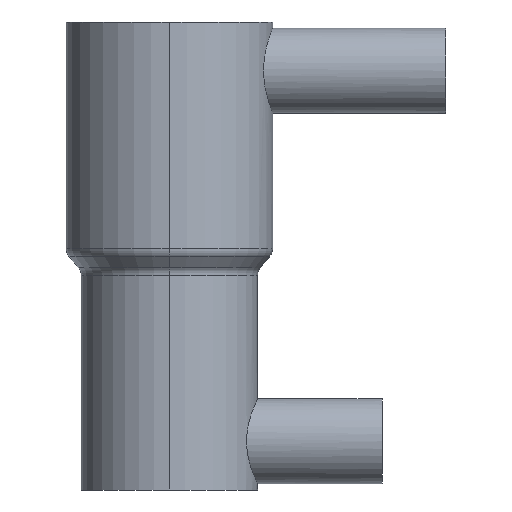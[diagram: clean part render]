
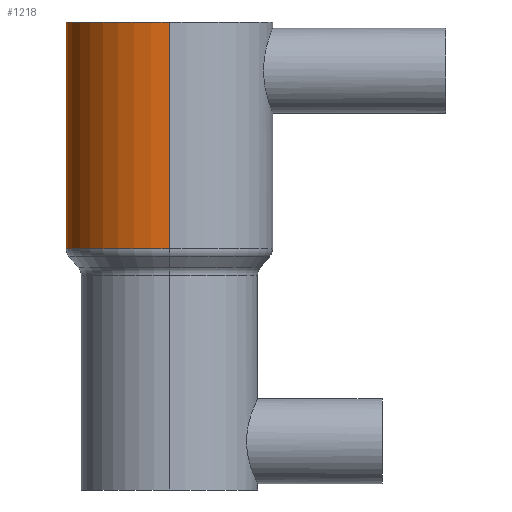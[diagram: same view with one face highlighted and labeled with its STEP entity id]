
A CAD part, left-side view. The second image highlights one B-rep face of the part: STEP entity #1218.
In plain terms, the highlighted cylindrical face has radius 17 mm (diameter 34 mm), a partial arc.
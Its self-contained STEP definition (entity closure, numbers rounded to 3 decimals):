
#42 = AXIS2_PLACEMENT_3D ( 'NONE', #963, #272, #1068 ) ;
#73 = CARTESIAN_POINT ( 'NONE',  ( 17., 0., 2.224 ) ) ;
#116 = VERTEX_POINT ( 'NONE', #231 ) ;
#160 = DIRECTION ( 'NONE',  ( 0., 0., -1. ) ) ;
#167 = VERTEX_POINT ( 'NONE', #597 ) ;
#231 = CARTESIAN_POINT ( 'NONE',  ( -17., 0., 2.224 ) ) ;
#263 = LINE ( 'NONE', #850, #1120 ) ;
#267 = CARTESIAN_POINT ( 'NONE',  ( -17., 0., -16.533 ) ) ;
#272 = DIRECTION ( 'NONE',  ( 0., 0., -1. ) ) ;
#375 = CARTESIAN_POINT ( 'NONE',  ( 0., 0., -16.533 ) ) ;
#385 = EDGE_CURVE ( 'NONE', #167, #1258, #263, .T. ) ;
#425 = DIRECTION ( 'NONE',  ( -1., 0., 0. ) ) ;
#475 = CYLINDRICAL_SURFACE ( 'NONE', #1053, 17. ) ;
#483 = DIRECTION ( 'NONE',  ( -1., 0., 0. ) ) ;
#543 = CIRCLE ( 'NONE', #42, 17. ) ;
#595 = VERTEX_POINT ( 'NONE', #1274 ) ;
#597 = CARTESIAN_POINT ( 'NONE',  ( 17., 0., 39.5 ) ) ;
#660 = EDGE_CURVE ( 'NONE', #116, #1258, #764, .T. ) ;
#729 = ORIENTED_EDGE ( 'NONE', *, *, #660, .F. ) ;
#764 = CIRCLE ( 'NONE', #1247, 17. ) ;
#770 = DIRECTION ( 'NONE',  ( 0., 0., -1. ) ) ;
#811 = EDGE_LOOP ( 'NONE', ( #947, #824, #729, #936 ) ) ;
#813 = DIRECTION ( 'NONE',  ( 0., 0., -1. ) ) ;
#824 = ORIENTED_EDGE ( 'NONE', *, *, #385, .T. ) ;
#850 = CARTESIAN_POINT ( 'NONE',  ( 17., 0., -16.533 ) ) ;
#861 = LINE ( 'NONE', #267, #1184 ) ;
#911 = CARTESIAN_POINT ( 'NONE',  ( 0., 0., 2.224 ) ) ;
#936 = ORIENTED_EDGE ( 'NONE', *, *, #1207, .F. ) ;
#947 = ORIENTED_EDGE ( 'NONE', *, *, #1257, .T. ) ;
#963 = CARTESIAN_POINT ( 'NONE',  ( 0., 0., 39.5 ) ) ;
#1053 = AXIS2_PLACEMENT_3D ( 'NONE', #375, #770, #483 ) ;
#1068 = DIRECTION ( 'NONE',  ( -1., 0., 0. ) ) ;
#1120 = VECTOR ( 'NONE', #160, 1000. ) ;
#1184 = VECTOR ( 'NONE', #1260, 1000. ) ;
#1207 = EDGE_CURVE ( 'NONE', #595, #116, #861, .T. ) ;
#1218 = ADVANCED_FACE ( 'NONE', ( #1266 ), #475, .T. ) ;
#1247 = AXIS2_PLACEMENT_3D ( 'NONE', #911, #813, #425 ) ;
#1257 = EDGE_CURVE ( 'NONE', #595, #167, #543, .T. ) ;
#1258 = VERTEX_POINT ( 'NONE', #73 ) ;
#1260 = DIRECTION ( 'NONE',  ( 0., 0., -1. ) ) ;
#1266 = FACE_OUTER_BOUND ( 'NONE', #811, .T. ) ;
#1274 = CARTESIAN_POINT ( 'NONE',  ( -17., 0., 39.5 ) ) ;
